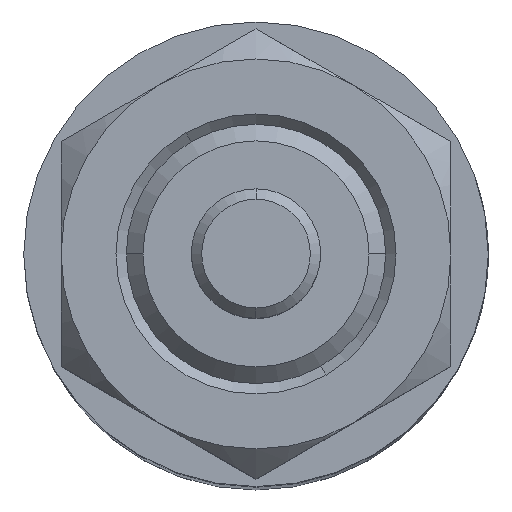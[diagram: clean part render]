
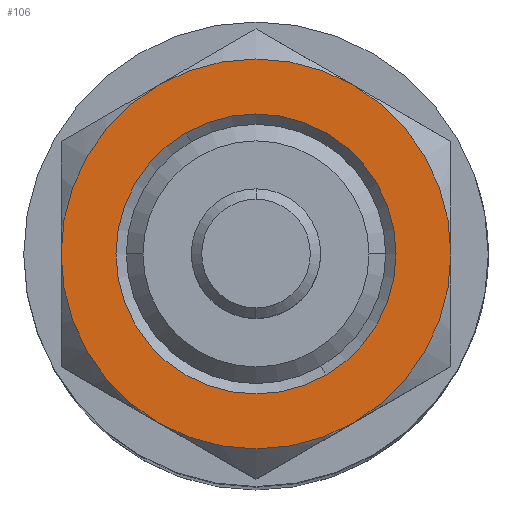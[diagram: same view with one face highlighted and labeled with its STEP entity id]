
A CAD part, top view. The second image highlights one B-rep face of the part: STEP entity #106.
In plain terms, the highlighted planar face has unit normal (0, 0, 1).
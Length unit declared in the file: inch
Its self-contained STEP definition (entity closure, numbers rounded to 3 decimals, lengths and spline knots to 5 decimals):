
#43 = AXIS2_PLACEMENT_3D ( 'NONE', #2711, #1300, #2949 ) ;
#78 = CARTESIAN_POINT ( 'NONE',  ( 0., 0.54271, 0.19 ) ) ;
#87 = CARTESIAN_POINT ( 'NONE',  ( -0.47, 0., 0.19 ) ) ;
#106 = ADVANCED_FACE ( 'NONE', ( #2686, #2062 ), #308, .F. ) ;
#120 = ORIENTED_EDGE ( 'NONE', *, *, #2323, .T. ) ;
#152 = EDGE_CURVE ( 'NONE', #1824, #2844, #1368, .T. ) ;
#221 = DIRECTION ( 'NONE',  ( 0., 0., -1. ) ) ;
#261 = DIRECTION ( 'NONE',  ( 0., 0., -1. ) ) ;
#308 = PLANE ( 'NONE',  #822 ) ;
#319 = CIRCLE ( 'NONE', #43, 0.3375 ) ;
#499 = CARTESIAN_POINT ( 'NONE',  ( 0., 0., 0.19 ) ) ;
#536 = CIRCLE ( 'NONE', #731, 0.47 ) ;
#556 = DIRECTION ( 'NONE',  ( -1., 0., 0. ) ) ;
#579 = CARTESIAN_POINT ( 'NONE',  ( 0., 0., 0.19 ) ) ;
#585 = VERTEX_POINT ( 'NONE', #2601 ) ;
#613 = DIRECTION ( 'NONE',  ( 0., 0., -1. ) ) ;
#651 = CIRCLE ( 'NONE', #1940, 0.47 ) ;
#673 = AXIS2_PLACEMENT_3D ( 'NONE', #579, #2219, #814 ) ;
#731 = AXIS2_PLACEMENT_3D ( 'NONE', #2022, #613, #2251 ) ;
#735 = DIRECTION ( 'NONE',  ( -1., 0., 0. ) ) ;
#768 = ORIENTED_EDGE ( 'NONE', *, *, #1626, .F. ) ;
#805 = ORIENTED_EDGE ( 'NONE', *, *, #2257, .F. ) ;
#814 = DIRECTION ( 'NONE',  ( -1., 0., 0. ) ) ;
#822 = AXIS2_PLACEMENT_3D ( 'NONE', #78, #1967, #556 ) ;
#904 = VERTEX_POINT ( 'NONE', #2998 ) ;
#910 = CIRCLE ( 'NONE', #2714, 0.47 ) ;
#993 = VERTEX_POINT ( 'NONE', #1131 ) ;
#999 = DIRECTION ( 'NONE',  ( 0., 0., -1. ) ) ;
#1036 = EDGE_LOOP ( 'NONE', ( #1327, #2884, #768, #805, #1120, #2319 ) ) ;
#1045 = CARTESIAN_POINT ( 'NONE',  ( 0., 0., 0.19 ) ) ;
#1096 = EDGE_CURVE ( 'NONE', #904, #2844, #3066, .T. ) ;
#1120 = ORIENTED_EDGE ( 'NONE', *, *, #1096, .T. ) ;
#1131 = CARTESIAN_POINT ( 'NONE',  ( -0.3375, 0., 0.19 ) ) ;
#1160 = EDGE_CURVE ( 'NONE', #1305, #1824, #536, .T. ) ;
#1265 = CARTESIAN_POINT ( 'NONE',  ( -0.235, 0.40703, 0.19 ) ) ;
#1281 = CARTESIAN_POINT ( 'NONE',  ( -0.235, -0.40703, 0.19 ) ) ;
#1298 = DIRECTION ( 'NONE',  ( 1., 0., 0. ) ) ;
#1300 = DIRECTION ( 'NONE',  ( 0., 0., -1. ) ) ;
#1305 = VERTEX_POINT ( 'NONE', #87 ) ;
#1327 = ORIENTED_EDGE ( 'NONE', *, *, #1160, .F. ) ;
#1331 = VERTEX_POINT ( 'NONE', #1281 ) ;
#1365 = EDGE_CURVE ( 'NONE', #585, #993, #319, .T. ) ;
#1368 = CIRCLE ( 'NONE', #673, 0.47 ) ;
#1371 = CARTESIAN_POINT ( 'NONE',  ( 0.235, 0.40703, 0.19 ) ) ;
#1424 = AXIS2_PLACEMENT_3D ( 'NONE', #2413, #999, #2655 ) ;
#1626 = EDGE_CURVE ( 'NONE', #2113, #1331, #910, .T. ) ;
#1628 = CARTESIAN_POINT ( 'NONE',  ( 0., 0., 0.19 ) ) ;
#1671 = CARTESIAN_POINT ( 'NONE',  ( 0., 0., 0.19 ) ) ;
#1764 = CARTESIAN_POINT ( 'NONE',  ( 0.235, -0.40703, 0.19 ) ) ;
#1824 = VERTEX_POINT ( 'NONE', #1265 ) ;
#1871 = DIRECTION ( 'NONE',  ( -1., 0., 0. ) ) ;
#1913 = DIRECTION ( 'NONE',  ( -1., 0., 0. ) ) ;
#1940 = AXIS2_PLACEMENT_3D ( 'NONE', #1628, #221, #1871 ) ;
#1967 = DIRECTION ( 'NONE',  ( 0., 0., -1. ) ) ;
#2022 = CARTESIAN_POINT ( 'NONE',  ( 0., 0., 0.19 ) ) ;
#2062 = FACE_OUTER_BOUND ( 'NONE', #1036, .T. ) ;
#2113 = VERTEX_POINT ( 'NONE', #1764 ) ;
#2140 = CIRCLE ( 'NONE', #2584, 0.47 ) ;
#2142 = DIRECTION ( 'NONE',  ( 0., 0., -1. ) ) ;
#2219 = DIRECTION ( 'NONE',  ( 0., 0., -1. ) ) ;
#2251 = DIRECTION ( 'NONE',  ( -1., 0., 0. ) ) ;
#2257 = EDGE_CURVE ( 'NONE', #904, #2113, #2140, .T. ) ;
#2319 = ORIENTED_EDGE ( 'NONE', *, *, #152, .F. ) ;
#2323 = EDGE_CURVE ( 'NONE', #993, #585, #2782, .T. ) ;
#2413 = CARTESIAN_POINT ( 'NONE',  ( 0., 0., 0.19 ) ) ;
#2576 = ORIENTED_EDGE ( 'NONE', *, *, #1365, .T. ) ;
#2584 = AXIS2_PLACEMENT_3D ( 'NONE', #499, #2142, #735 ) ;
#2601 = CARTESIAN_POINT ( 'NONE',  ( 0.3375, 0., 0.19 ) ) ;
#2655 = DIRECTION ( 'NONE',  ( -1., 0., 0. ) ) ;
#2686 = FACE_BOUND ( 'NONE', #2929, .T. ) ;
#2696 = AXIS2_PLACEMENT_3D ( 'NONE', #1045, #2703, #1298 ) ;
#2703 = DIRECTION ( 'NONE',  ( 0., 0., 1. ) ) ;
#2711 = CARTESIAN_POINT ( 'NONE',  ( 0., 0., 0.19 ) ) ;
#2714 = AXIS2_PLACEMENT_3D ( 'NONE', #1671, #261, #1913 ) ;
#2782 = CIRCLE ( 'NONE', #1424, 0.3375 ) ;
#2844 = VERTEX_POINT ( 'NONE', #1371 ) ;
#2884 = ORIENTED_EDGE ( 'NONE', *, *, #2955, .F. ) ;
#2929 = EDGE_LOOP ( 'NONE', ( #2576, #120 ) ) ;
#2949 = DIRECTION ( 'NONE',  ( -1., 0., 0. ) ) ;
#2955 = EDGE_CURVE ( 'NONE', #1331, #1305, #651, .T. ) ;
#2998 = CARTESIAN_POINT ( 'NONE',  ( 0.47, 0., 0.19 ) ) ;
#3066 = CIRCLE ( 'NONE', #2696, 0.47 ) ;
